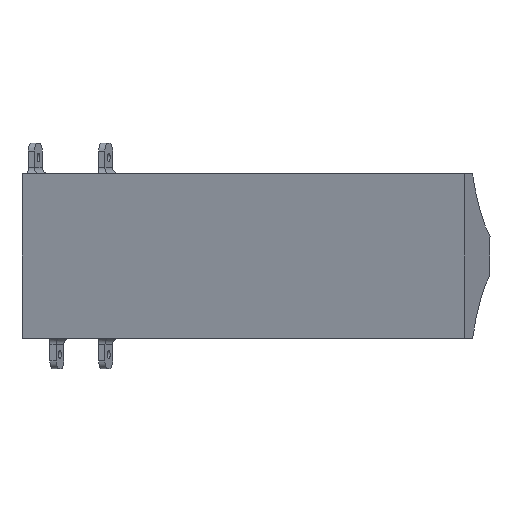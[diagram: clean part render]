
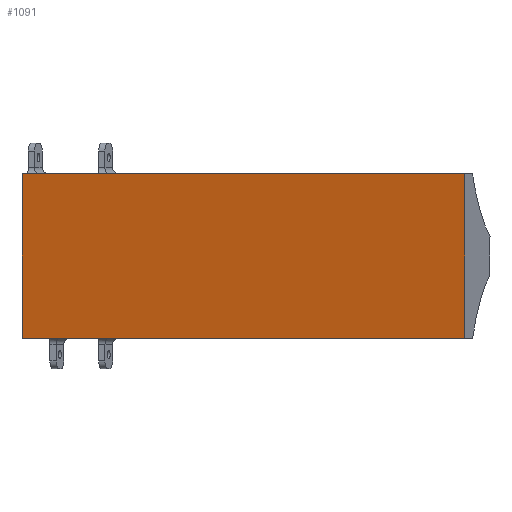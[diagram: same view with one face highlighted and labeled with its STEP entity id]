
A CAD part, front view. The second image highlights one B-rep face of the part: STEP entity #1091.
In plain terms, the highlighted planar face has unit normal (-0.309, -0.951, 0).
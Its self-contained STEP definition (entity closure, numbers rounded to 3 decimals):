
#90=PLANE('',#1215);
#141=FACE_OUTER_BOUND('',#202,.T.);
#202=EDGE_LOOP('',(#942,#943,#944,#945));
#340=LINE('',#1772,#435);
#351=LINE('',#1835,#446);
#357=LINE('',#2004,#452);
#358=LINE('',#2111,#453);
#435=VECTOR('',#1465,10.);
#446=VECTOR('',#1486,10.);
#452=VECTOR('',#1504,10.);
#453=VECTOR('',#1507,10.);
#533=VERTEX_POINT('',#1769);
#534=VERTEX_POINT('',#1771);
#548=VERTEX_POINT('',#1832);
#549=VERTEX_POINT('',#1834);
#669=EDGE_CURVE('',#534,#533,#340,.T.);
#687=EDGE_CURVE('',#549,#548,#351,.T.);
#702=EDGE_CURVE('',#548,#534,#357,.T.);
#704=EDGE_CURVE('',#533,#549,#358,.T.);
#942=ORIENTED_EDGE('',*,*,#669,.T.);
#943=ORIENTED_EDGE('',*,*,#704,.T.);
#944=ORIENTED_EDGE('',*,*,#687,.T.);
#945=ORIENTED_EDGE('',*,*,#702,.T.);
#1091=ADVANCED_FACE('',(#141),#90,.T.);
#1215=AXIS2_PLACEMENT_3D('',#2110,#1505,#1506);
#1465=DIRECTION('',(-0.951,0.309,0.));
#1486=DIRECTION('',(0.951,-0.309,0.));
#1504=DIRECTION('',(0.,0.,1.));
#1505=DIRECTION('center_axis',(-0.309,-0.951,0.));
#1506=DIRECTION('ref_axis',(-0.951,0.309,0.));
#1507=DIRECTION('',(0.,0.,-1.));
#1769=CARTESIAN_POINT('',(-48.283,62.272,293.));
#1771=CARTESIAN_POINT('',(167.33,-7.713,293.));
#1772=CARTESIAN_POINT('',(18.028,40.748,293.));
#1832=CARTESIAN_POINT('',(167.33,-7.713,213.));
#1834=CARTESIAN_POINT('',(-48.283,62.272,213.));
#1835=CARTESIAN_POINT('',(84.339,19.224,213.));
#2004=CARTESIAN_POINT('',(167.33,-7.713,121.));
#2110=CARTESIAN_POINT('Origin',(84.339,19.224,385.));
#2111=CARTESIAN_POINT('',(-48.283,62.272,385.));
